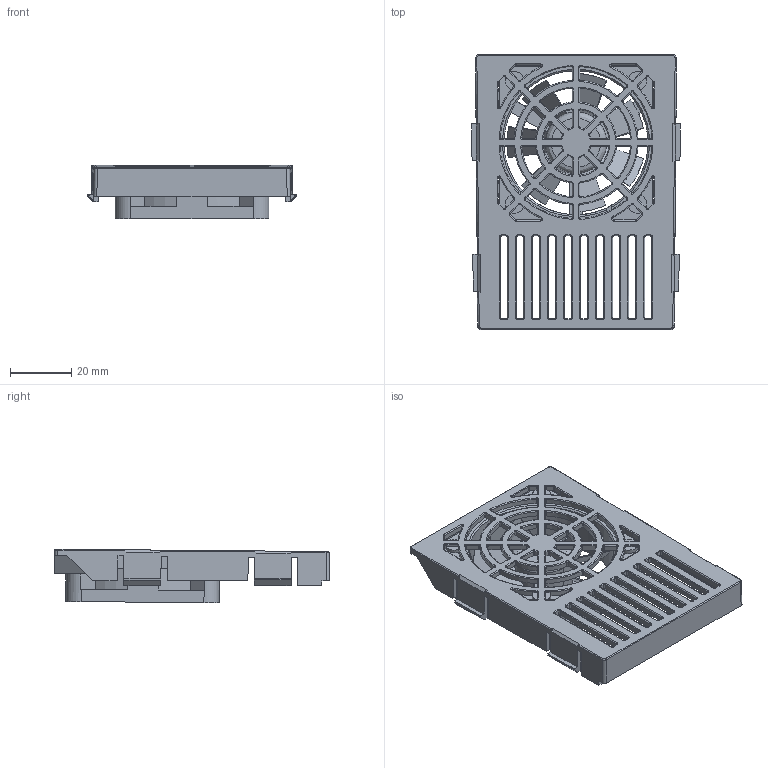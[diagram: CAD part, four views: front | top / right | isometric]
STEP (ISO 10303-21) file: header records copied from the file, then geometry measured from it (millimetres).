
FILE_DESCRIPTION (( 'STEP AP214' ), '1' );
FILE_NAME ('113771364.STEP', '2018-09-24T21:41:11', ( '' ), ( '' ), 'SwSTEP 2.0', 'SolidWorks 2017', '' );
FILE_SCHEMA (( 'AUTOMOTIVE_DESIGN' ));
Length unit declared in the file: inch
Products named in the file (1): 113771364
Bounding box: 67.9 x 89.56 x 17.47 mm (x, y, z)
Volume: 25030.2 mm3; surface area: 28454 mm2
Topology: 2 solids, 2 shells, 1180 faces, 3109 edges, 1941 vertices
Faces by surface type: bspline 488, plane 394, cylinder 267, cone 31
Entity records: 53575 total; most frequent: CARTESIAN_POINT 28445, ORIENTED_EDGE 6218, DIRECTION 3783, EDGE_CURVE 3109, VERTEX_POINT 1941, VECTOR 1331, LINE 1331, EDGE_LOOP 1286
